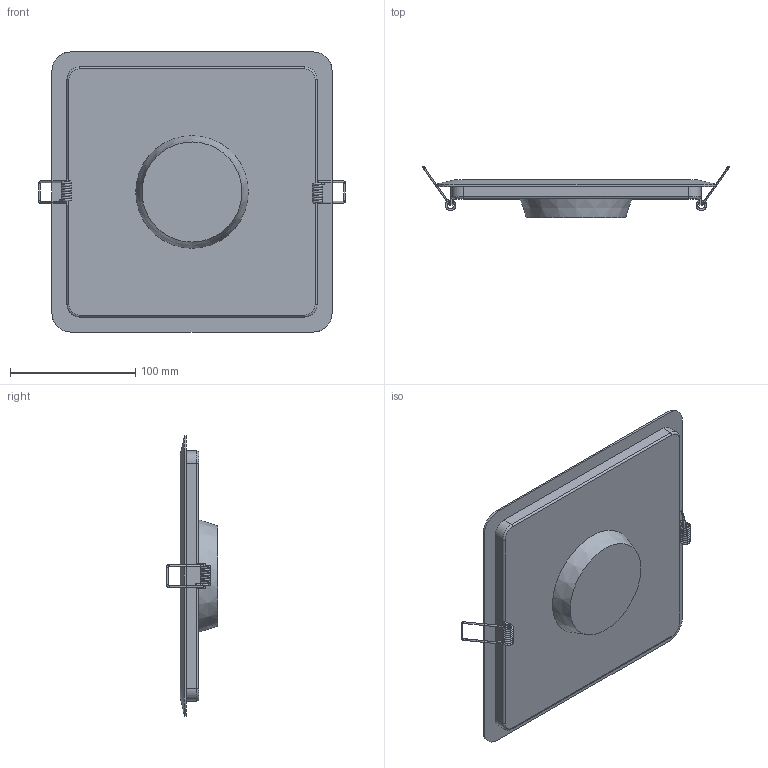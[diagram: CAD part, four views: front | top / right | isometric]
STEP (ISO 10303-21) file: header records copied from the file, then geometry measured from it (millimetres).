
FILE_DESCRIPTION (( 'STEP AP214' ), '1' );
FILE_NAME ('DL_SLIM_SQ_210.STEP', '2023-05-29T07:25:01', ( '' ), ( '' ), 'SwSTEP 2.0', 'SolidWorks 2020', '' );
FILE_SCHEMA (( 'AUTOMOTIVE_DESIGN' ));
Length unit declared in the file: millimetre
Products named in the file (1): DL_SLIM_SQ_210
Bounding box: 245.37 x 40.96 x 224 mm (x, y, z)
Volume: 264632 mm3; surface area: 209077.3 mm2
Topology: 5 solids, 5 shells, 124 faces, 307 edges, 196 vertices
Faces by surface type: plane 57, cylinder 36, torus 16, bspline 13, cone 2
Full cylindrical faces by diameter (mm): 1.4 x2
Entity records: 8573 total; most frequent: CARTESIAN_POINT 4316, DIRECTION 580, ORIENTED_EDGE 572, EDGE_CURVE 286, AXIS2_PLACEMENT_3D 209, VERTEX_POINT 192, LINE 162, VECTOR 162
